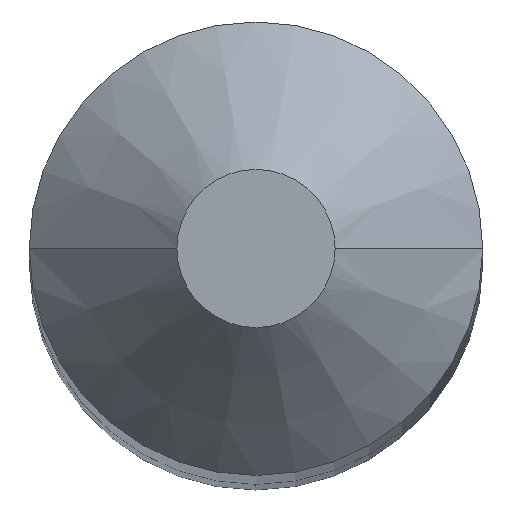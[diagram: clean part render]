
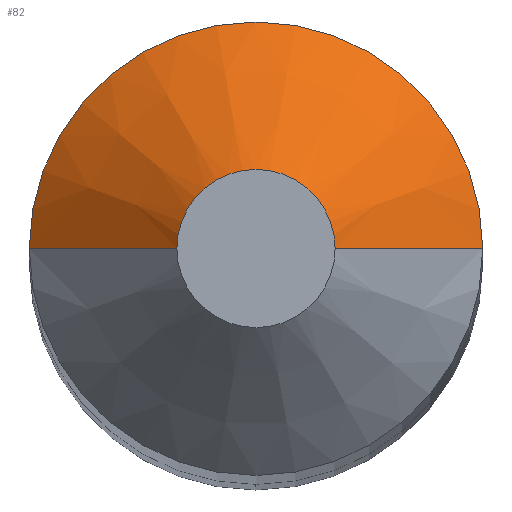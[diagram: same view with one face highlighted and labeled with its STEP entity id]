
A CAD part, top view. The second image highlights one B-rep face of the part: STEP entity #82.
In plain terms, the highlighted conical face has half-angle 45 degrees and reference radius 1.219 mm.
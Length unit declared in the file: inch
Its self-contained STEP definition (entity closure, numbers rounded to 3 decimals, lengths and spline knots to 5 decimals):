
#3 = CARTESIAN_POINT ( 'NONE',  ( 0., 0., 0. ) ) ;
#4 = CARTESIAN_POINT ( 'NONE',  ( 0., 0., -0.03125 ) ) ;
#5 = DIRECTION ( 'NONE',  ( 0., 0., 1. ) ) ;
#37 = CARTESIAN_POINT ( 'NONE',  ( 0.048, 0., -0.03125 ) ) ;
#41 = LINE ( 'NONE', #37, #288 ) ;
#55 = EDGE_LOOP ( 'NONE', ( #183, #339, #211, #78 ) ) ;
#60 = AXIS2_PLACEMENT_3D ( 'NONE', #4, #103, #272 ) ;
#64 = EDGE_CURVE ( 'NONE', #263, #229, #323, .T. ) ;
#65 = VERTEX_POINT ( 'NONE', #220 ) ;
#67 = DIRECTION ( 'NONE',  ( 0., 0., -1. ) ) ;
#72 = CARTESIAN_POINT ( 'NONE',  ( 0.01675, 0., 0. ) ) ;
#78 = ORIENTED_EDGE ( 'NONE', *, *, #282, .F. ) ;
#82 = ADVANCED_FACE ( 'NONE', ( #189 ), #91, .T. ) ;
#91 = CONICAL_SURFACE ( 'NONE', #275, 0.048, 0.785 ) ;
#103 = DIRECTION ( 'NONE',  ( 0., 0., 1. ) ) ;
#133 = DIRECTION ( 'NONE',  ( -0.707, 0., -0.707 ) ) ;
#148 = EDGE_CURVE ( 'NONE', #284, #263, #41, .T. ) ;
#154 = EDGE_CURVE ( 'NONE', #284, #65, #160, .T. ) ;
#160 = CIRCLE ( 'NONE', #257, 0.01675 ) ;
#183 = ORIENTED_EDGE ( 'NONE', *, *, #154, .F. ) ;
#189 = FACE_OUTER_BOUND ( 'NONE', #55, .T. ) ;
#211 = ORIENTED_EDGE ( 'NONE', *, *, #64, .T. ) ;
#214 = CARTESIAN_POINT ( 'NONE',  ( 0., 0., -0.03125 ) ) ;
#220 = CARTESIAN_POINT ( 'NONE',  ( -0.01675, 0., 0. ) ) ;
#229 = VERTEX_POINT ( 'NONE', #382 ) ;
#249 = DIRECTION ( 'NONE',  ( -1., 0., 0. ) ) ;
#257 = AXIS2_PLACEMENT_3D ( 'NONE', #3, #5, #361 ) ;
#263 = VERTEX_POINT ( 'NONE', #337 ) ;
#271 = DIRECTION ( 'NONE',  ( 0.707, 0., -0.707 ) ) ;
#272 = DIRECTION ( 'NONE',  ( 1., 0., 0. ) ) ;
#275 = AXIS2_PLACEMENT_3D ( 'NONE', #214, #67, #249 ) ;
#278 = CARTESIAN_POINT ( 'NONE',  ( -0.048, 0., -0.03125 ) ) ;
#281 = LINE ( 'NONE', #278, #341 ) ;
#282 = EDGE_CURVE ( 'NONE', #65, #229, #281, .T. ) ;
#284 = VERTEX_POINT ( 'NONE', #72 ) ;
#288 = VECTOR ( 'NONE', #271, 39.37008 ) ;
#323 = CIRCLE ( 'NONE', #60, 0.048 ) ;
#337 = CARTESIAN_POINT ( 'NONE',  ( 0.048, 0., -0.03125 ) ) ;
#339 = ORIENTED_EDGE ( 'NONE', *, *, #148, .T. ) ;
#341 = VECTOR ( 'NONE', #133, 39.37008 ) ;
#361 = DIRECTION ( 'NONE',  ( 1., 0., 0. ) ) ;
#382 = CARTESIAN_POINT ( 'NONE',  ( -0.048, 0., -0.03125 ) ) ;
